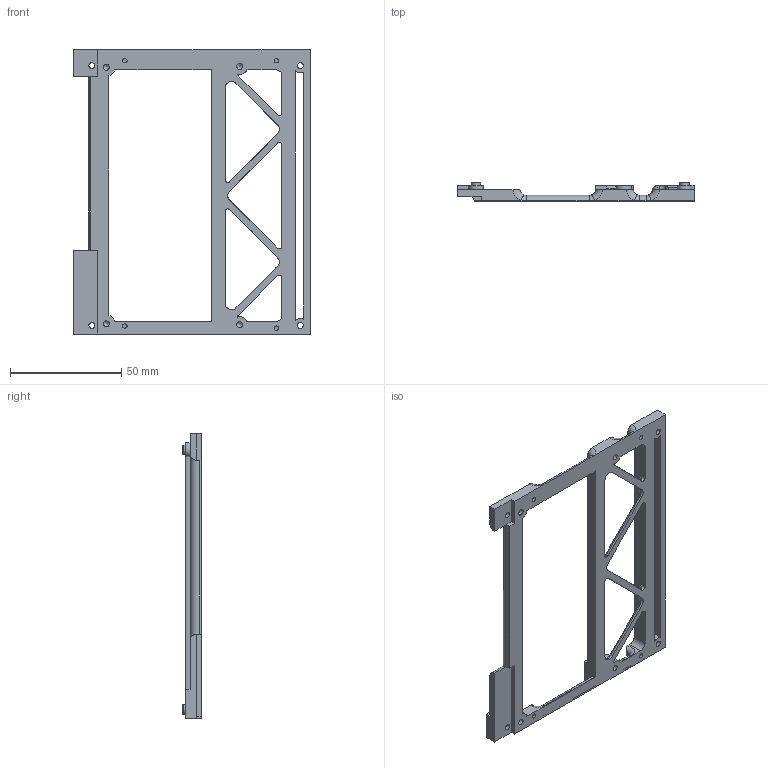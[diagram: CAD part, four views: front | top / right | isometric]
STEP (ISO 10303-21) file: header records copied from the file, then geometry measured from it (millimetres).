
FILE_DESCRIPTION(/* description */ (''),/* implementation_level */ '2;1');
FILE_NAME(/* name */ 'Duet-Duex_Duet-Bottom.step',/* time_stamp */ '2016-04-02T16:42:19-07:00',/* author */ (''),/* organization */ (''),/* preprocessor_version */ 'ST-DEVELOPER v16.2',/* originating_system */ 'Autodesk Translation Framework v4.3.0.3010',/* authorisation */ '');
FILE_SCHEMA (('AUTOMOTIVE_DESIGN { 1 0 10303 214 3 1 1 }'));
Length unit declared in the file: centimetre
Products named in the file (1): Duet-Duex_Duet-Bottom v1
Bounding box: 106.27 x 8.25 x 127.79 mm (x, y, z)
Volume: 22914.4 mm3; surface area: 18469.7 mm2
Topology: 1 solids, 25 shells, 773 faces, 2093 edges, 1364 vertices
Faces by surface type: bspline 389, plane 246, cylinder 91, torus 37, cone 10
Full cylindrical faces by diameter (mm): 2 x4, 2.667 x10, 2.75 x4, 4.14 x4, 6.467 x1
Entity records: 28934 total; most frequent: CARTESIAN_POINT 12279, ORIENTED_EDGE 4054, DIRECTION 2242, EDGE_CURVE 2027, VERTEX_POINT 1343, LINE 992, VECTOR 992, EDGE_LOOP 858
